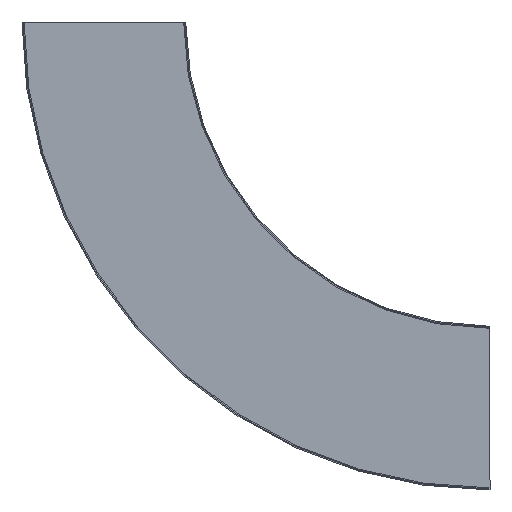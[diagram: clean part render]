
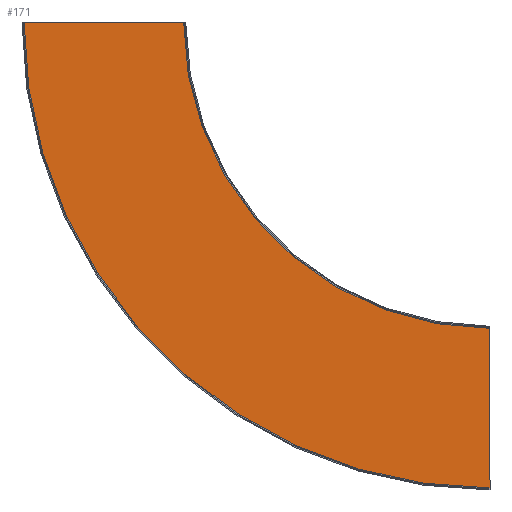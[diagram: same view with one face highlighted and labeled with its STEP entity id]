
A CAD part, front view. The second image highlights one B-rep face of the part: STEP entity #171.
In plain terms, the highlighted planar face has unit normal (0, -1, 0).
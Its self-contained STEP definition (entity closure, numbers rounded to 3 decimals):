
#4 = ORIENTED_EDGE ( 'NONE', *, *, #415, .F. ) ;
#7 = CARTESIAN_POINT ( 'NONE',  ( -297.5, -1., 0. ) ) ;
#41 = AXIS2_PLACEMENT_3D ( 'NONE', #619, #618, #612 ) ;
#76 = FACE_OUTER_BOUND ( 'NONE', #468, .T. ) ;
#82 = AXIS2_PLACEMENT_3D ( 'NONE', #634, #631, #628 ) ;
#166 = VERTEX_POINT ( 'NONE', #302 ) ;
#171 = ADVANCED_FACE ( 'NONE', ( #76 ), #671, .T. ) ;
#206 = AXIS2_PLACEMENT_3D ( 'NONE', #597, #336, #668 ) ;
#223 = VERTEX_POINT ( 'NONE', #575 ) ;
#294 = VERTEX_POINT ( 'NONE', #352 ) ;
#302 = CARTESIAN_POINT ( 'NONE',  ( -452.5, -1., 0. ) ) ;
#336 = DIRECTION ( 'NONE',  ( 0., -1., 0. ) ) ;
#352 = CARTESIAN_POINT ( 'NONE',  ( 0., -1., -452.5 ) ) ;
#386 = EDGE_CURVE ( 'NONE', #294, #166, #451, .T. ) ;
#405 = EDGE_CURVE ( 'NONE', #223, #503, #540, .T. ) ;
#415 = EDGE_CURVE ( 'NONE', #166, #503, #552, .T. ) ;
#420 = EDGE_CURVE ( 'NONE', #294, #223, #448, .T. ) ;
#448 = LINE ( 'NONE', #718, #789 ) ;
#451 = CIRCLE ( 'NONE', #82, 452.5 ) ;
#468 = EDGE_LOOP ( 'NONE', ( #573, #4, #481, #629 ) ) ;
#477 = CARTESIAN_POINT ( 'NONE',  ( -297.5, -1., 0. ) ) ;
#481 = ORIENTED_EDGE ( 'NONE', *, *, #386, .F. ) ;
#503 = VERTEX_POINT ( 'NONE', #477 ) ;
#510 = VECTOR ( 'NONE', #620, 1000. ) ;
#540 = CIRCLE ( 'NONE', #41, 297.5 ) ;
#552 = LINE ( 'NONE', #7, #510 ) ;
#573 = ORIENTED_EDGE ( 'NONE', *, *, #405, .T. ) ;
#575 = CARTESIAN_POINT ( 'NONE',  ( 0., -1., -297.5 ) ) ;
#597 = CARTESIAN_POINT ( 'NONE',  ( 0., -1., -297.5 ) ) ;
#612 = DIRECTION ( 'NONE',  ( 0., 0., 1. ) ) ;
#618 = DIRECTION ( 'NONE',  ( 0., 1., 0. ) ) ;
#619 = CARTESIAN_POINT ( 'NONE',  ( 0., -1., 0. ) ) ;
#620 = DIRECTION ( 'NONE',  ( 1., 0., 0. ) ) ;
#628 = DIRECTION ( 'NONE',  ( 0., 0., 1. ) ) ;
#629 = ORIENTED_EDGE ( 'NONE', *, *, #420, .T. ) ;
#631 = DIRECTION ( 'NONE',  ( 0., 1., 0. ) ) ;
#634 = CARTESIAN_POINT ( 'NONE',  ( 0., -1., 0. ) ) ;
#668 = DIRECTION ( 'NONE',  ( 0., 0., -1. ) ) ;
#671 = PLANE ( 'NONE',  #206 ) ;
#718 = CARTESIAN_POINT ( 'NONE',  ( 0., -1., -297.5 ) ) ;
#735 = DIRECTION ( 'NONE',  ( 0., 0., 1. ) ) ;
#789 = VECTOR ( 'NONE', #735, 1000. ) ;
